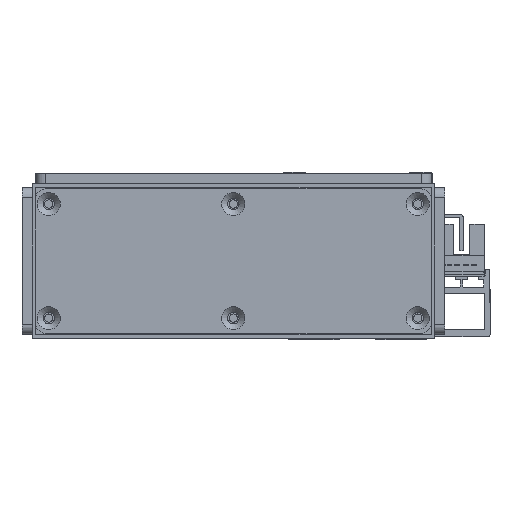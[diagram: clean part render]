
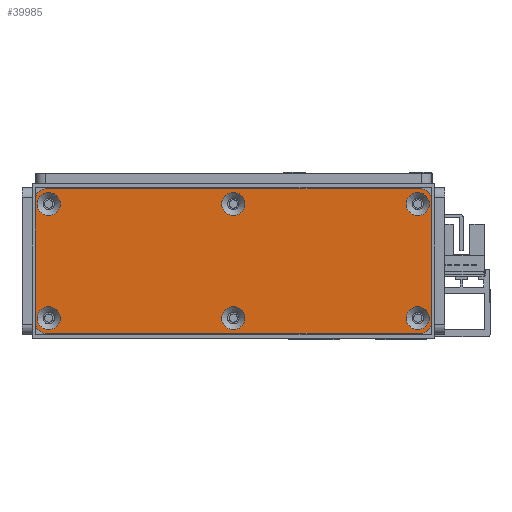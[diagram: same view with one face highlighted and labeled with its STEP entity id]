
A CAD part, front view. The second image highlights one B-rep face of the part: STEP entity #39985.
In plain terms, the highlighted face is planar.
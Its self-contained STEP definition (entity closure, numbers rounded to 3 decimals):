
#762=FACE_BOUND('',#6836,.T.);
#763=FACE_BOUND('',#6837,.T.);
#764=FACE_BOUND('',#6838,.T.);
#765=FACE_BOUND('',#6839,.T.);
#766=FACE_BOUND('',#6840,.T.);
#767=FACE_BOUND('',#6841,.T.);
#2216=PLANE('',#43223);
#4409=FACE_OUTER_BOUND('',#6835,.T.);
#6835=EDGE_LOOP('',(#36916,#36917,#36918,#36919,#36920,#36921,#36922,#36923));
#6836=EDGE_LOOP('',(#36924));
#6837=EDGE_LOOP('',(#36925));
#6838=EDGE_LOOP('',(#36926));
#6839=EDGE_LOOP('',(#36927));
#6840=EDGE_LOOP('',(#36928));
#6841=EDGE_LOOP('',(#36929));
#11322=LINE('',#66165,#15887);
#11326=LINE('',#66177,#15891);
#11330=LINE('',#66189,#15895);
#11334=LINE('',#66199,#15899);
#15887=VECTOR('',#53308,10.);
#15891=VECTOR('',#53320,10.);
#15895=VECTOR('',#53332,10.);
#15899=VECTOR('',#53344,10.);
#16957=CIRCLE('',#43177,3.45);
#16960=CIRCLE('',#43182,3.45);
#16963=CIRCLE('',#43187,3.45);
#16966=CIRCLE('',#43192,3.45);
#16969=CIRCLE('',#43197,3.45);
#16972=CIRCLE('',#43202,3.45);
#16976=CIRCLE('',#43208,3.);
#16978=CIRCLE('',#43212,3.);
#16980=CIRCLE('',#43216,3.);
#16982=CIRCLE('',#43220,3.);
#20549=VERTEX_POINT('',#66093);
#20552=VERTEX_POINT('',#66103);
#20555=VERTEX_POINT('',#66113);
#20558=VERTEX_POINT('',#66123);
#20561=VERTEX_POINT('',#66133);
#20564=VERTEX_POINT('',#66143);
#20569=VERTEX_POINT('',#66156);
#20570=VERTEX_POINT('',#66158);
#20572=VERTEX_POINT('',#66164);
#20574=VERTEX_POINT('',#66170);
#20576=VERTEX_POINT('',#66176);
#20578=VERTEX_POINT('',#66182);
#20580=VERTEX_POINT('',#66188);
#20582=VERTEX_POINT('',#66194);
#26013=EDGE_CURVE('',#20549,#20549,#16957,.T.);
#26018=EDGE_CURVE('',#20552,#20552,#16960,.T.);
#26023=EDGE_CURVE('',#20555,#20555,#16963,.T.);
#26028=EDGE_CURVE('',#20558,#20558,#16966,.T.);
#26033=EDGE_CURVE('',#20561,#20561,#16969,.T.);
#26038=EDGE_CURVE('',#20564,#20564,#16972,.T.);
#26045=EDGE_CURVE('',#20570,#20569,#16976,.T.);
#26048=EDGE_CURVE('',#20572,#20570,#11322,.T.);
#26051=EDGE_CURVE('',#20574,#20572,#16978,.T.);
#26054=EDGE_CURVE('',#20576,#20574,#11326,.T.);
#26057=EDGE_CURVE('',#20578,#20576,#16980,.T.);
#26060=EDGE_CURVE('',#20580,#20578,#11330,.T.);
#26063=EDGE_CURVE('',#20582,#20580,#16982,.T.);
#26066=EDGE_CURVE('',#20569,#20582,#11334,.T.);
#36916=ORIENTED_EDGE('',*,*,#26066,.T.);
#36917=ORIENTED_EDGE('',*,*,#26063,.T.);
#36918=ORIENTED_EDGE('',*,*,#26060,.T.);
#36919=ORIENTED_EDGE('',*,*,#26057,.T.);
#36920=ORIENTED_EDGE('',*,*,#26054,.T.);
#36921=ORIENTED_EDGE('',*,*,#26051,.T.);
#36922=ORIENTED_EDGE('',*,*,#26048,.T.);
#36923=ORIENTED_EDGE('',*,*,#26045,.T.);
#36924=ORIENTED_EDGE('',*,*,#26013,.T.);
#36925=ORIENTED_EDGE('',*,*,#26018,.T.);
#36926=ORIENTED_EDGE('',*,*,#26023,.T.);
#36927=ORIENTED_EDGE('',*,*,#26028,.T.);
#36928=ORIENTED_EDGE('',*,*,#26033,.T.);
#36929=ORIENTED_EDGE('',*,*,#26038,.T.);
#39985=ADVANCED_FACE('',(#4409,#762,#763,#764,#765,#766,#767),#2216,.T.);
#43177=AXIS2_PLACEMENT_3D('',#66094,#53227,#53228);
#43182=AXIS2_PLACEMENT_3D('',#66104,#53239,#53240);
#43187=AXIS2_PLACEMENT_3D('',#66114,#53251,#53252);
#43192=AXIS2_PLACEMENT_3D('',#66124,#53263,#53264);
#43197=AXIS2_PLACEMENT_3D('',#66134,#53275,#53276);
#43202=AXIS2_PLACEMENT_3D('',#66144,#53287,#53288);
#43208=AXIS2_PLACEMENT_3D('',#66159,#53302,#53303);
#43212=AXIS2_PLACEMENT_3D('',#66171,#53314,#53315);
#43216=AXIS2_PLACEMENT_3D('',#66183,#53326,#53327);
#43220=AXIS2_PLACEMENT_3D('',#66195,#53338,#53339);
#43223=AXIS2_PLACEMENT_3D('',#66201,#53347,#53348);
#53227=DIRECTION('center_axis',(0.,0.,-1.));
#53228=DIRECTION('ref_axis',(1.,0.,0.));
#53239=DIRECTION('center_axis',(0.,0.,-1.));
#53240=DIRECTION('ref_axis',(1.,0.,0.));
#53251=DIRECTION('center_axis',(0.,0.,-1.));
#53252=DIRECTION('ref_axis',(1.,0.,0.));
#53263=DIRECTION('center_axis',(0.,0.,-1.));
#53264=DIRECTION('ref_axis',(1.,0.,0.));
#53275=DIRECTION('center_axis',(0.,0.,-1.));
#53276=DIRECTION('ref_axis',(1.,0.,0.));
#53287=DIRECTION('center_axis',(0.,0.,-1.));
#53288=DIRECTION('ref_axis',(1.,0.,0.));
#53302=DIRECTION('center_axis',(0.,0.,1.));
#53303=DIRECTION('ref_axis',(-1.,0.,0.));
#53308=DIRECTION('',(0.,1.,0.));
#53314=DIRECTION('center_axis',(0.,0.,1.));
#53315=DIRECTION('ref_axis',(0.,1.,0.));
#53320=DIRECTION('',(1.,0.,0.));
#53326=DIRECTION('center_axis',(0.,0.,1.));
#53327=DIRECTION('ref_axis',(1.,0.,0.));
#53332=DIRECTION('',(0.,-1.,0.));
#53338=DIRECTION('center_axis',(0.,0.,1.));
#53339=DIRECTION('ref_axis',(0.,-1.,0.));
#53344=DIRECTION('',(-1.,0.,0.));
#53347=DIRECTION('center_axis',(0.,0.,1.));
#53348=DIRECTION('ref_axis',(1.,0.,0.));
#66093=CARTESIAN_POINT('',(110.55,4.5,3.));
#66094=CARTESIAN_POINT('Origin',(114.,4.5,3.));
#66103=CARTESIAN_POINT('',(55.55,38.5,3.));
#66104=CARTESIAN_POINT('Origin',(59.,38.5,3.));
#66113=CARTESIAN_POINT('',(55.55,4.5,3.));
#66114=CARTESIAN_POINT('Origin',(59.,4.5,3.));
#66123=CARTESIAN_POINT('',(0.55,38.5,3.));
#66124=CARTESIAN_POINT('Origin',(4.,38.5,3.));
#66133=CARTESIAN_POINT('',(110.55,38.5,3.));
#66134=CARTESIAN_POINT('Origin',(114.,38.5,3.));
#66143=CARTESIAN_POINT('',(0.55,4.5,3.));
#66144=CARTESIAN_POINT('Origin',(4.,4.5,3.));
#66156=CARTESIAN_POINT('',(115.,43.,3.));
#66158=CARTESIAN_POINT('',(118.,40.,3.));
#66159=CARTESIAN_POINT('Origin',(115.,40.,3.));
#66164=CARTESIAN_POINT('',(118.,3.,3.));
#66165=CARTESIAN_POINT('',(118.,40.,3.));
#66170=CARTESIAN_POINT('',(115.,0.,3.));
#66171=CARTESIAN_POINT('Origin',(115.,3.,3.));
#66176=CARTESIAN_POINT('',(3.,0.,3.));
#66177=CARTESIAN_POINT('',(115.,0.,3.));
#66182=CARTESIAN_POINT('',(0.,3.,3.));
#66183=CARTESIAN_POINT('Origin',(3.,3.,3.));
#66188=CARTESIAN_POINT('',(0.,40.,3.));
#66189=CARTESIAN_POINT('',(0.,3.,3.));
#66194=CARTESIAN_POINT('',(3.,43.,3.));
#66195=CARTESIAN_POINT('Origin',(3.,40.,3.));
#66199=CARTESIAN_POINT('',(3.,43.,3.));
#66201=CARTESIAN_POINT('Origin',(59.,21.5,3.));
